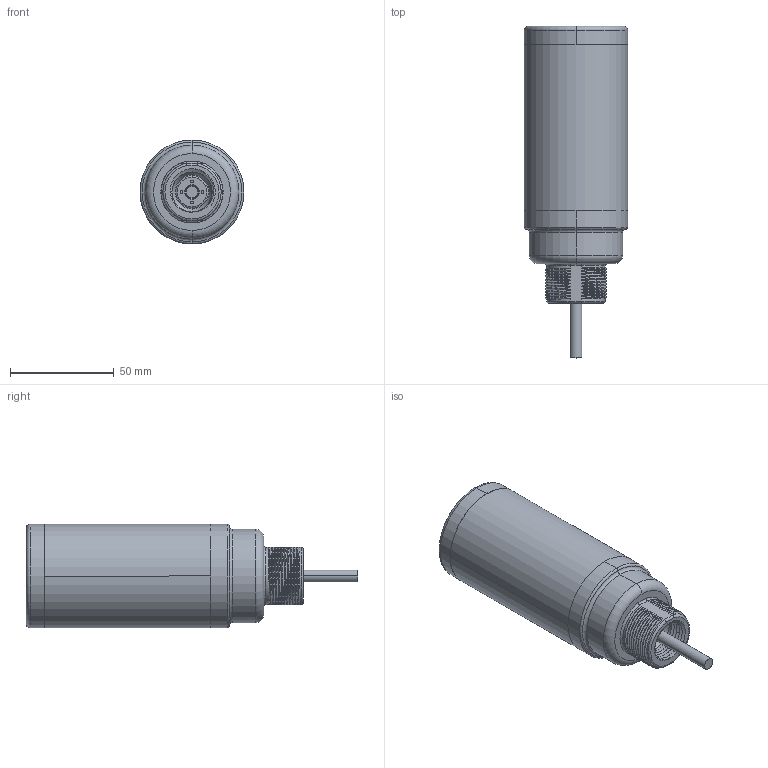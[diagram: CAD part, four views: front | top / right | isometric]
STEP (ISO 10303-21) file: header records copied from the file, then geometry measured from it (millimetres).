
FILE_DESCRIPTION((''),'2;1');
FILE_NAME('146180_SM01_ASM','2025-07-16T16:26:27',('banengservice'),('BANNER ENGINEERING'),'CREO PARAMETRIC BY PTC INC, 2022414','CREO PARAMETRIC BY PTC INC, 2022414','');
FILE_SCHEMA(('CONFIG_CONTROL_DESIGN'));
Length unit declared in the file: millimetre
Products named in the file (3): 146180_EP01; 146180_EP02; 146180_SM01_ASM
Assembly tree (2 placements, depth 2):
  146180_SM01_ASM
    146180_EP01
    146180_EP02
Bounding box: 50 x 159.65 x 50 mm (x, y, z)
Volume: 226333.3 mm3; surface area: 28198 mm2
Topology: 2 solids, 2 shells, 222 faces, 632 edges, 411 vertices
Faces by surface type: bspline 102, cylinder 70, plane 24, torus 16, cone 10
Entity records: 20275 total; most frequent: CARTESIAN_POINT 15334, ORIENTED_EDGE 1264, EDGE_CURVE 632, DIRECTION 622, VERTEX_POINT 411, B_SPLINE_CURVE_WITH_KNOTS 365, EDGE_LOOP 235, AXIS2_PLACEMENT_3D 230
